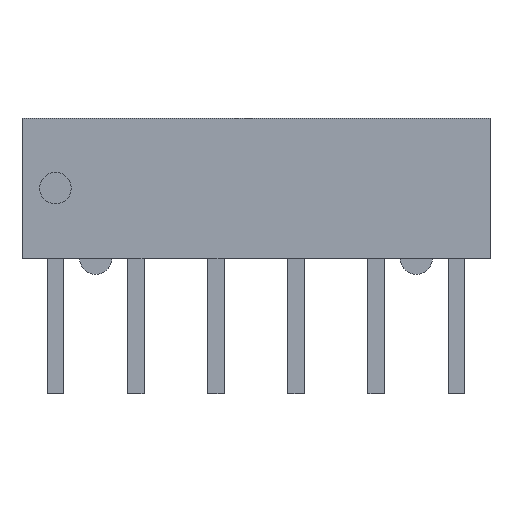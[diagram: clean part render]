
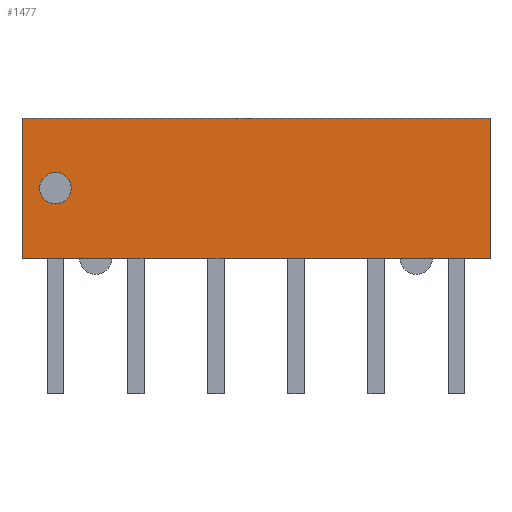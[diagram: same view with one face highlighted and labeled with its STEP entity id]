
A CAD part, front view. The second image highlights one B-rep face of the part: STEP entity #1477.
In plain terms, the highlighted planar face has unit normal (0, -1, 0).
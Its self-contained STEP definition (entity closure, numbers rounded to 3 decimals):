
#1334=CARTESIAN_POINT('',(-5.855,-1.13,2.729));
#1335=VERTEX_POINT('',#1334);
#1351=CARTESIAN_POINT('',(-6.855,-1.13,2.729));
#1352=VERTEX_POINT('',#1351);
#1359=CARTESIAN_POINT('',(-6.355,-1.13,2.729));
#1360=DIRECTION('',(0.0,1.0,0.0));
#1361=DIRECTION('',(1.0,0.0,0.0));
#1362=AXIS2_PLACEMENT_3D('',#1359,#1360,#1361);
#1363=CIRCLE('',#1362,0.5);
#1364=EDGE_CURVE('',#1335,#1352,#1363,.T.);
#1375=CARTESIAN_POINT('',(-6.355,-1.13,2.729));
#1376=DIRECTION('',(0.0,1.0,0.0));
#1377=DIRECTION('',(1.0,0.0,0.0));
#1378=AXIS2_PLACEMENT_3D('',#1375,#1376,#1377);
#1379=CIRCLE('',#1378,0.5);
#1380=EDGE_CURVE('',#1352,#1335,#1379,.T.);
#1410=CARTESIAN_POINT('',(7.415,-1.13,4.949));
#1411=VERTEX_POINT('',#1410);
#1418=CARTESIAN_POINT('',(7.415,-1.13,0.509));
#1419=VERTEX_POINT('',#1418);
#1420=CARTESIAN_POINT('',(7.415,-1.13,0.509));
#1421=DIRECTION('',(0.0,0.0,1.0));
#1422=VECTOR('',#1421,4.44);
#1423=LINE('',#1420,#1422);
#1424=EDGE_CURVE('',#1419,#1411,#1423,.T.);
#1443=CARTESIAN_POINT('',(7.415,-1.13,0.509));
#1444=DIRECTION('',(0.0,-1.0,0.0));
#1445=DIRECTION('',(0.0,0.0,-1.0));
#1446=AXIS2_PLACEMENT_3D('',#1443,#1444,#1445);
#1447=PLANE('',#1446);
#1448=CARTESIAN_POINT('',(-7.415,-1.13,4.949));
#1449=VERTEX_POINT('',#1448);
#1450=CARTESIAN_POINT('',(7.415,-1.13,4.949));
#1451=DIRECTION('',(-1.0,0.0,0.0));
#1452=VECTOR('',#1451,14.83);
#1453=LINE('',#1450,#1452);
#1454=EDGE_CURVE('',#1411,#1449,#1453,.T.);
#1455=ORIENTED_EDGE('',*,*,#1454,.T.);
#1456=CARTESIAN_POINT('',(-7.415,-1.13,0.509));
#1457=VERTEX_POINT('',#1456);
#1458=CARTESIAN_POINT('',(-7.415,-1.13,0.509));
#1459=DIRECTION('',(0.0,0.0,1.0));
#1460=VECTOR('',#1459,4.44);
#1461=LINE('',#1458,#1460);
#1462=EDGE_CURVE('',#1457,#1449,#1461,.T.);
#1463=ORIENTED_EDGE('',*,*,#1462,.F.);
#1464=CARTESIAN_POINT('',(7.415,-1.13,0.509));
#1465=DIRECTION('',(-1.0,0.0,0.0));
#1466=VECTOR('',#1465,14.83);
#1467=LINE('',#1464,#1466);
#1468=EDGE_CURVE('',#1419,#1457,#1467,.T.);
#1469=ORIENTED_EDGE('',*,*,#1468,.F.);
#1470=ORIENTED_EDGE('',*,*,#1424,.T.);
#1471=EDGE_LOOP('',(#1455,#1463,#1469,#1470));
#1472=FACE_OUTER_BOUND('',#1471,.T.);
#1473=ORIENTED_EDGE('',*,*,#1364,.T.);
#1474=ORIENTED_EDGE('',*,*,#1380,.T.);
#1475=EDGE_LOOP('',(#1473,#1474));
#1476=FACE_BOUND('',#1475,.T.);
#1477=ADVANCED_FACE('',(#1472,#1476),#1447,.T.);
